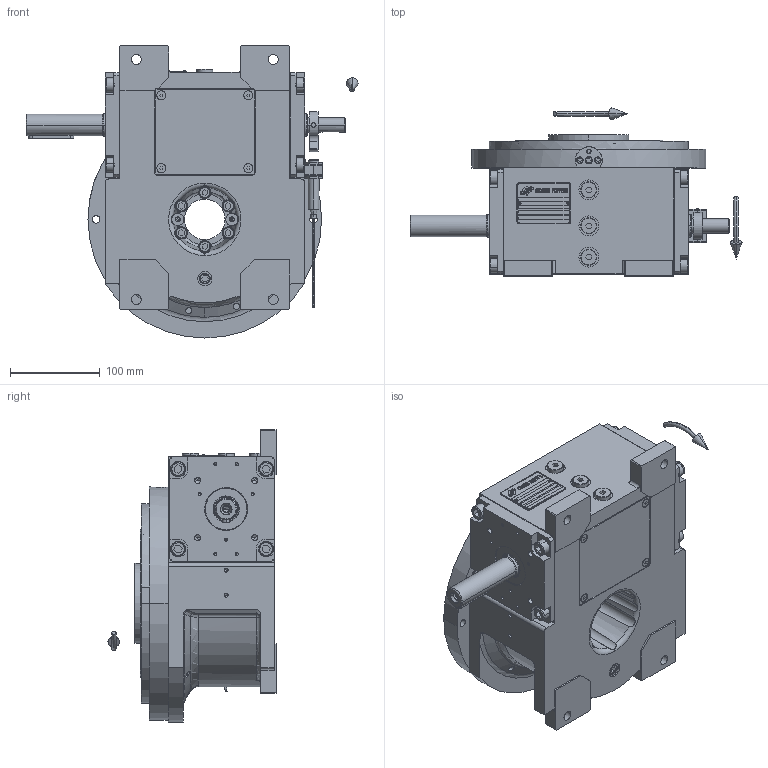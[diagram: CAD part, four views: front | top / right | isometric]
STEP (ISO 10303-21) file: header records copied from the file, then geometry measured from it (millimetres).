
FILE_DESCRIPTION (( 'STEP AP203' ), '1' );
FILE_NAME ('PC5200638.step', '2024-09-17T12:53:55', ( '' ), ( '' ), 'SwSTEP 2.0', 'SolidWorks 2020', '' );
FILE_SCHEMA (( 'CONFIG_CONTROL_DESIGN' ));
Length unit declared in the file: millimetre
Products named in the file (84): rig06_001_a; cfn2158_01_010; cfn2000_01_103; rig06_016; cfn2205_01_013; rig06_002_bl_001; cfn2070_05_005; AS_900_38_11_019; cfn2000_01_126; CFN2203_02_001.stp; rig06_004_s_001; cfn2000_01_124; AS_rig06_016; CFN2104_02_017.stp; AS_900_38_30_003; cfn2115_02_165; AS_rig06_004_s_001; cfn2476_01_002_60x46; CFN2010_02_002.stp; CFN2356_03_047.stp; AS_rig06_071_6_m_n_03; AS_rig06_017; olio_agip_blasia_150; RIG06_021_AF1.stp; cfn2003_01_054; cfn2107_01_001; cfn2104_01_016; cfn2400_04_003; freccia_angolare_albero; rig06_005_n_02; rig06_003_6; AS_rig06_004; cfn2401_01_003; cfn2128_04_004; freccia_angolare; cfn2151_01_090; CFN2000_01_185.stp; cfn2276_01_074; 900_38_30_003; cfn2155_01_303 ...
Assembly tree (77 placements, depth 5):
  cfn2158_01_010
  cfn2205_01_013
  CFN2203_02_001.stp
  cfn2115_02_165
  CFN2356_03_047.stp
Bounding box: 369.5 x 187 x 325 mm (x, y, z)
Volume: 2620027.5 mm3; surface area: 805148.3 mm2
Topology: 67 solids, 69 shells, 2182 faces, 5405 edges, 3473 vertices
Faces by surface type: plane 1102, cylinder 714, cone 330, torus 22, bspline 8, sphere 6
Entity records: 75313 total; most frequent: CARTESIAN_POINT 17167, DIRECTION 10391, ORIENTED_EDGE 10010, EDGE_CURVE 5007, AXIS2_PLACEMENT_3D 3606, VERTEX_POINT 3268, LINE 3179, VECTOR 3179
